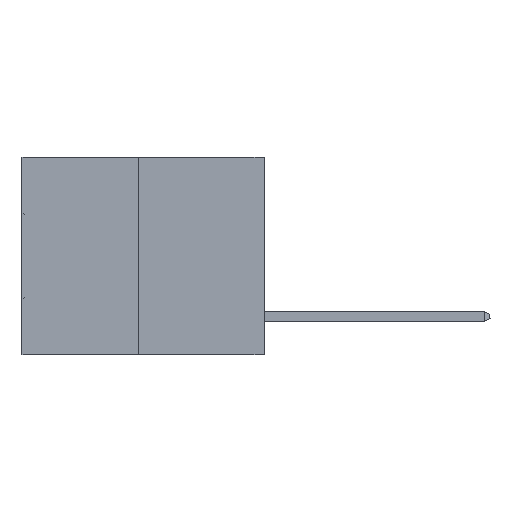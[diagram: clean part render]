
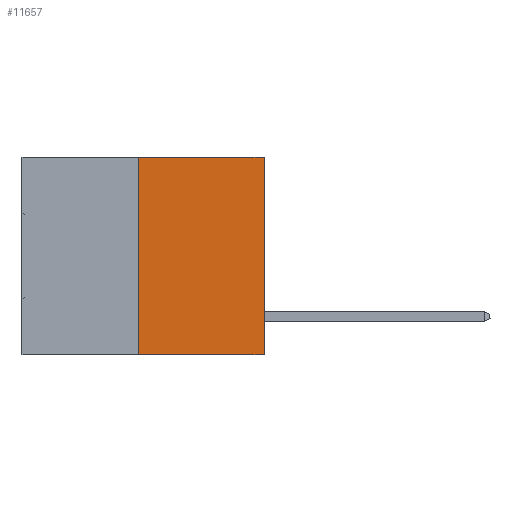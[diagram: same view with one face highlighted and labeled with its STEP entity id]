
A CAD part, left-side view. The second image highlights one B-rep face of the part: STEP entity #11657.
In plain terms, the highlighted planar face has unit normal (-1, 0, 0).
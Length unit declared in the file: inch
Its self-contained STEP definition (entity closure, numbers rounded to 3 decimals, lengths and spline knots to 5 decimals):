
#66 = ORIENTED_EDGE ( 'NONE', *, *, #23862, .F. ) ;
#483 = LINE ( 'NONE', #26290, #32247 ) ;
#1418 = EDGE_LOOP ( 'NONE', ( #66, #19517, #7968, #32853 ) ) ;
#1628 = AXIS2_PLACEMENT_3D ( 'NONE', #19002, #30165, #8028 ) ;
#3485 = DIRECTION ( 'NONE',  ( 0., -1., 0. ) ) ;
#4222 = DIRECTION ( 'NONE',  ( 0., -1., 0. ) ) ;
#5968 = LINE ( 'NONE', #14799, #26552 ) ;
#6398 = CARTESIAN_POINT ( 'NONE',  ( 0., 0., 0. ) ) ;
#7721 = VERTEX_POINT ( 'NONE', #24049 ) ;
#7968 = ORIENTED_EDGE ( 'NONE', *, *, #17932, .T. ) ;
#8028 = DIRECTION ( 'NONE',  ( 0., 0., -1. ) ) ;
#8551 = CARTESIAN_POINT ( 'NONE',  ( 0., 0.6, -0.49 ) ) ;
#8818 = VERTEX_POINT ( 'NONE', #22380 ) ;
#9293 = DIRECTION ( 'NONE',  ( 0., 0., 1. ) ) ;
#10815 = VECTOR ( 'NONE', #4222, 39.37008 ) ;
#11634 = CARTESIAN_POINT ( 'NONE',  ( 0., 0.312, -0.49 ) ) ;
#11657 = ADVANCED_FACE ( 'NONE', ( #20108 ), #16275, .F. ) ;
#14693 = LINE ( 'NONE', #17879, #10815 ) ;
#14799 = CARTESIAN_POINT ( 'NONE',  ( 0., 0., 0. ) ) ;
#15324 = DIRECTION ( 'NONE',  ( 0., 0., 1. ) ) ;
#16275 = PLANE ( 'NONE',  #1628 ) ;
#17879 = CARTESIAN_POINT ( 'NONE',  ( 0., 0.6, 0. ) ) ;
#17932 = EDGE_CURVE ( 'NONE', #8818, #22534, #5968, .T. ) ;
#19002 = CARTESIAN_POINT ( 'NONE',  ( 0., 0.6, 0. ) ) ;
#19517 = ORIENTED_EDGE ( 'NONE', *, *, #30519, .T. ) ;
#19538 = VECTOR ( 'NONE', #3485, 39.37008 ) ;
#20108 = FACE_OUTER_BOUND ( 'NONE', #1418, .T. ) ;
#20817 = EDGE_CURVE ( 'NONE', #7721, #22534, #14693, .T. ) ;
#22380 = CARTESIAN_POINT ( 'NONE',  ( 0., 0., -0.49 ) ) ;
#22534 = VERTEX_POINT ( 'NONE', #6398 ) ;
#23862 = EDGE_CURVE ( 'NONE', #29989, #7721, #483, .T. ) ;
#24049 = CARTESIAN_POINT ( 'NONE',  ( 0., 0.312, 0. ) ) ;
#26290 = CARTESIAN_POINT ( 'NONE',  ( 0., 0.312, -0.49 ) ) ;
#26552 = VECTOR ( 'NONE', #9293, 39.37008 ) ;
#29446 = LINE ( 'NONE', #8551, #19538 ) ;
#29989 = VERTEX_POINT ( 'NONE', #11634 ) ;
#30165 = DIRECTION ( 'NONE',  ( 1., 0., 0. ) ) ;
#30519 = EDGE_CURVE ( 'NONE', #29989, #8818, #29446, .T. ) ;
#32247 = VECTOR ( 'NONE', #15324, 39.37008 ) ;
#32853 = ORIENTED_EDGE ( 'NONE', *, *, #20817, .F. ) ;
